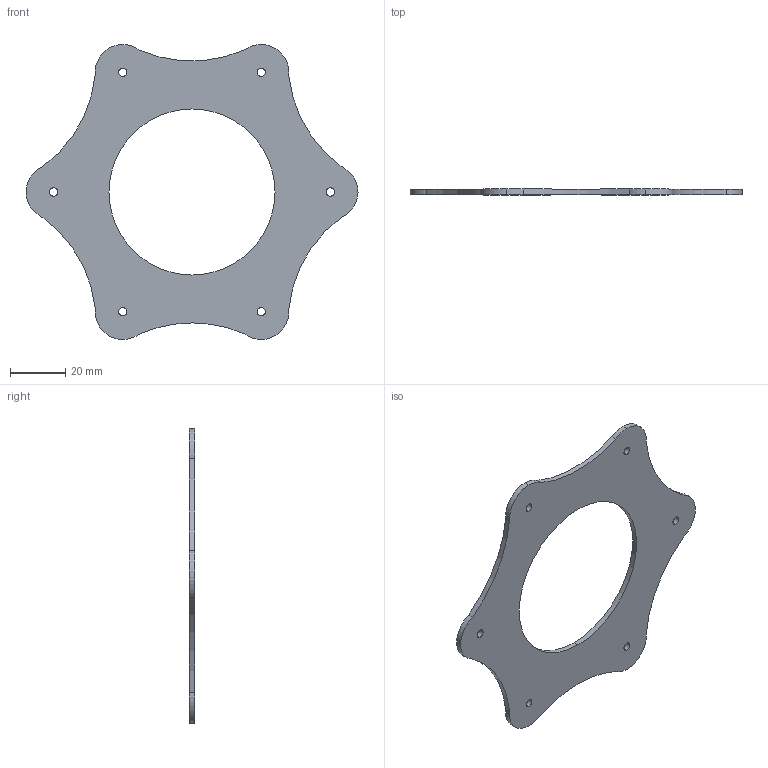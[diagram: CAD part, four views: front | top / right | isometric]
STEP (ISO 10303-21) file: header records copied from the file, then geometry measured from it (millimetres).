
FILE_DESCRIPTION (( 'STEP AP214' ), '1' );
FILE_NAME ('innerbody_top.STEP', '2020-04-03T13:17:11', ( '' ), ( '' ), 'SwSTEP 2.0', 'SolidWorks 2019', '' );
FILE_SCHEMA (( 'AUTOMOTIVE_DESIGN' ));
Length unit declared in the file: millimetre
Products named in the file (1): innerbody_top
Bounding box: 120 x 2 x 106.6 mm (x, y, z)
Volume: 11658.7 mm3; surface area: 12898 mm2
Topology: 1 solids, 1 shells, 31 faces, 87 edges, 58 vertices
Faces by surface type: cylinder 29, plane 2
Entity records: 1101 total; most frequent: DIRECTION 209, CARTESIAN_POINT 177, ORIENTED_EDGE 174, AXIS2_PLACEMENT_3D 90, EDGE_CURVE 87, VERTEX_POINT 58, CIRCLE 58, EDGE_LOOP 45
